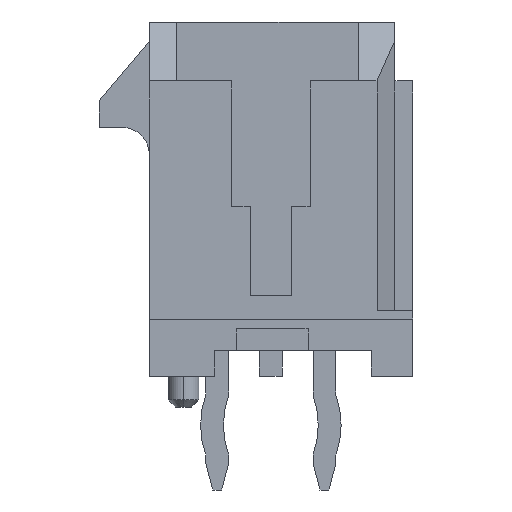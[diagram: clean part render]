
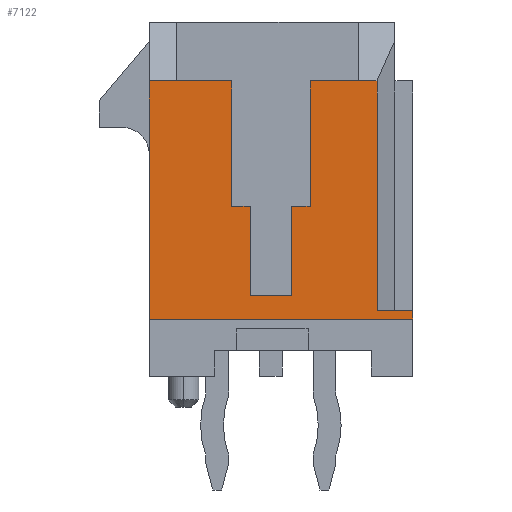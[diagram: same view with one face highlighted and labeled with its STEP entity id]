
A CAD part, left-side view. The second image highlights one B-rep face of the part: STEP entity #7122.
In plain terms, the highlighted planar face has unit normal (-1, 0, 0).
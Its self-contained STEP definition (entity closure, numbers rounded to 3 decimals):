
#1=DIRECTION('',(0.,0.,-1.));
#2=VECTOR('',#1,3.5);
#3=CARTESIAN_POINT('',(-10.825,-1.1,3.3));
#4=LINE('',#3,#2);
#5=DIRECTION('',(0.,1.,0.));
#6=VECTOR('',#5,1.35);
#7=CARTESIAN_POINT('',(-10.825,-2.45,3.3));
#8=LINE('',#7,#6);
#9=DIRECTION('',(0.,-1.,0.));
#10=VECTOR('',#9,0.52);
#11=CARTESIAN_POINT('',(-10.825,-2.45,3.3));
#12=LINE('',#11,#10);
#13=DIRECTION('',(0.,0.,-1.));
#14=VECTOR('',#13,6.41);
#15=CARTESIAN_POINT('',(-10.825,-2.97,3.3));
#16=LINE('',#15,#14);
#17=DIRECTION('',(0.,0.,-1.));
#18=VECTOR('',#17,0.25);
#19=CARTESIAN_POINT('',(-10.825,-3.97,-3.11));
#20=LINE('',#19,#18);
#21=DIRECTION('',(0.,1.,0.));
#22=VECTOR('',#21,7.37);
#23=CARTESIAN_POINT('',(-10.825,-3.97,-3.36));
#24=LINE('',#23,#22);
#25=DIRECTION('',(0.,0.,1.));
#26=VECTOR('',#25,6.66);
#27=CARTESIAN_POINT('',(-10.825,3.4,-3.36));
#28=LINE('',#27,#26);
#29=DIRECTION('',(0.,-1.,0.));
#30=VECTOR('',#29,0.76);
#31=CARTESIAN_POINT('',(-10.825,3.4,3.3));
#32=LINE('',#31,#30);
#33=DIRECTION('',(0.,1.,0.));
#34=VECTOR('',#33,1.54);
#35=CARTESIAN_POINT('',(-10.825,1.1,3.3));
#36=LINE('',#35,#34);
#37=DIRECTION('',(0.,0.,-1.));
#38=VECTOR('',#37,3.5);
#39=CARTESIAN_POINT('',(-10.825,1.1,3.3));
#40=LINE('',#39,#38);
#41=DIRECTION('',(0.,1.,0.));
#42=VECTOR('',#41,0.525);
#43=CARTESIAN_POINT('',(-10.825,0.575,-0.2));
#44=LINE('',#43,#42);
#45=DIRECTION('',(0.,0.,1.));
#46=VECTOR('',#45,2.5);
#47=CARTESIAN_POINT('',(-10.825,0.575,-2.7));
#48=LINE('',#47,#46);
#49=DIRECTION('',(0.,1.,0.));
#50=VECTOR('',#49,1.15);
#51=CARTESIAN_POINT('',(-10.825,-0.575,-2.7));
#52=LINE('',#51,#50);
#53=DIRECTION('',(0.,0.,-1.));
#54=VECTOR('',#53,2.5);
#55=CARTESIAN_POINT('',(-10.825,-0.575,-0.2));
#56=LINE('',#55,#54);
#57=DIRECTION('',(0.,1.,0.));
#58=VECTOR('',#57,0.525);
#59=CARTESIAN_POINT('',(-10.825,-1.1,-0.2));
#60=LINE('',#59,#58);
#2667=DIRECTION('',(0.,1.,0.));
#2668=VECTOR('',#2667,1.);
#2669=CARTESIAN_POINT('',(-10.825,-3.97,-3.11));
#2670=LINE('',#2669,#2668);
#5372=CARTESIAN_POINT('',(-10.825,3.4,3.3));
#5374=VERTEX_POINT('',#5372);
#5421=CARTESIAN_POINT('',(-10.825,-3.97,-3.11));
#5422=CARTESIAN_POINT('',(-10.825,-2.97,-3.11));
#5423=VERTEX_POINT('',#5421);
#5424=VERTEX_POINT('',#5422);
#5429=CARTESIAN_POINT('',(-10.825,2.64,3.3));
#5430=VERTEX_POINT('',#5429);
#5431=CARTESIAN_POINT('',(-10.825,-2.45,3.3));
#5432=VERTEX_POINT('',#5431);
#5641=CARTESIAN_POINT('',(-10.825,-1.1,3.3));
#5642=CARTESIAN_POINT('',(-10.825,-1.1,-0.2));
#5643=VERTEX_POINT('',#5641);
#5644=VERTEX_POINT('',#5642);
#5645=CARTESIAN_POINT('',(-10.825,-0.575,-0.2));
#5646=VERTEX_POINT('',#5645);
#5647=CARTESIAN_POINT('',(-10.825,-0.575,-2.7));
#5648=VERTEX_POINT('',#5647);
#5649=CARTESIAN_POINT('',(-10.825,0.575,-2.7));
#5650=VERTEX_POINT('',#5649);
#5651=CARTESIAN_POINT('',(-10.825,0.575,-0.2));
#5652=VERTEX_POINT('',#5651);
#5653=CARTESIAN_POINT('',(-10.825,1.1,-0.2));
#5654=VERTEX_POINT('',#5653);
#5655=CARTESIAN_POINT('',(-10.825,1.1,3.3));
#5656=VERTEX_POINT('',#5655);
#6813=CARTESIAN_POINT('',(-10.825,-3.97,-3.36));
#6814=CARTESIAN_POINT('',(-10.825,3.4,-3.36));
#6815=VERTEX_POINT('',#6813);
#6816=VERTEX_POINT('',#6814);
#6845=CARTESIAN_POINT('',(-10.825,-2.97,3.3));
#6846=VERTEX_POINT('',#6845);
#7083=CARTESIAN_POINT('',(-10.825,0.,0.));
#7084=DIRECTION('',(1.,0.,0.));
#7085=DIRECTION('',(0.,0.,-1.));
#7086=AXIS2_PLACEMENT_3D('',#7083,#7084,#7085);
#7087=PLANE('',#7086);
#7089=ORIENTED_EDGE('',*,*,#7088,.F.);
#7091=ORIENTED_EDGE('',*,*,#7090,.F.);
#7093=ORIENTED_EDGE('',*,*,#7092,.T.);
#7095=ORIENTED_EDGE('',*,*,#7094,.T.);
#7097=ORIENTED_EDGE('',*,*,#7096,.F.);
#7099=ORIENTED_EDGE('',*,*,#7098,.T.);
#7101=ORIENTED_EDGE('',*,*,#7100,.T.);
#7103=ORIENTED_EDGE('',*,*,#7102,.T.);
#7105=ORIENTED_EDGE('',*,*,#7104,.T.);
#7107=ORIENTED_EDGE('',*,*,#7106,.F.);
#7109=ORIENTED_EDGE('',*,*,#7108,.T.);
#7111=ORIENTED_EDGE('',*,*,#7110,.F.);
#7113=ORIENTED_EDGE('',*,*,#7112,.F.);
#7115=ORIENTED_EDGE('',*,*,#7114,.F.);
#7117=ORIENTED_EDGE('',*,*,#7116,.F.);
#7119=ORIENTED_EDGE('',*,*,#7118,.F.);
#7120=EDGE_LOOP('',(#7089,#7091,#7093,#7095,#7097,#7099,#7101,#7103,#7105,#7107,
#7109,#7111,#7113,#7115,#7117,#7119));
#7121=FACE_OUTER_BOUND('',#7120,.F.);
#7122=ADVANCED_FACE('',(#7121),#7087,.F.);
#7088=EDGE_CURVE('',#5643,#5644,#4,.T.);
#7090=EDGE_CURVE('',#5432,#5643,#8,.T.);
#7092=EDGE_CURVE('',#5432,#6846,#12,.T.);
#7094=EDGE_CURVE('',#6846,#5424,#16,.T.);
#7096=EDGE_CURVE('',#5423,#5424,#2670,.T.);
#7098=EDGE_CURVE('',#5423,#6815,#20,.T.);
#7100=EDGE_CURVE('',#6815,#6816,#24,.T.);
#7102=EDGE_CURVE('',#6816,#5374,#28,.T.);
#7104=EDGE_CURVE('',#5374,#5430,#32,.T.);
#7106=EDGE_CURVE('',#5656,#5430,#36,.T.);
#7108=EDGE_CURVE('',#5656,#5654,#40,.T.);
#7110=EDGE_CURVE('',#5652,#5654,#44,.T.);
#7112=EDGE_CURVE('',#5650,#5652,#48,.T.);
#7114=EDGE_CURVE('',#5648,#5650,#52,.T.);
#7116=EDGE_CURVE('',#5646,#5648,#56,.T.);
#7118=EDGE_CURVE('',#5644,#5646,#60,.T.);
